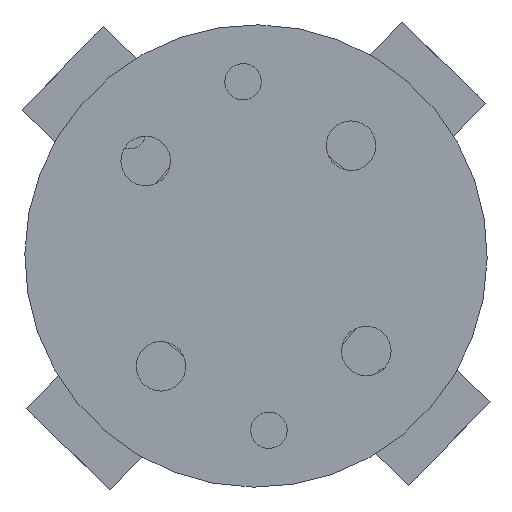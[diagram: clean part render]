
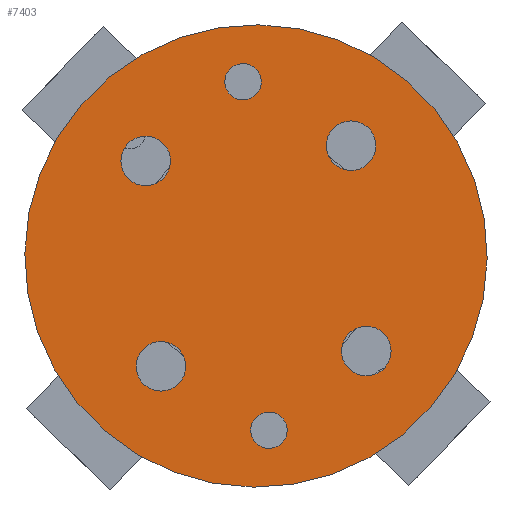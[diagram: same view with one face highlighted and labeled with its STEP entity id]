
A CAD part, front view. The second image highlights one B-rep face of the part: STEP entity #7403.
In plain terms, the highlighted planar face has unit normal (0, -1, 0).
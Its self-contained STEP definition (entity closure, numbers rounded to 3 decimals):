
#22 = AXIS2_PLACEMENT_3D ( 'NONE', #6545, #1624, #6980 ) ;
#79 = VERTEX_POINT ( 'NONE', #6176 ) ;
#87 = DIRECTION ( 'NONE',  ( 0., 0., 1. ) ) ;
#122 = EDGE_LOOP ( 'NONE', ( #3059, #5335 ) ) ;
#137 = AXIS2_PLACEMENT_3D ( 'NONE', #1989, #3866, #5679 ) ;
#144 = ORIENTED_EDGE ( 'NONE', *, *, #1657, .F. ) ;
#178 = CARTESIAN_POINT ( 'NONE',  ( 10., 0., 1.7 ) ) ;
#243 = CARTESIAN_POINT ( 'NONE',  ( 0., 0., -15.875 ) ) ;
#335 = EDGE_CURVE ( 'NONE', #5257, #4457, #711, .T. ) ;
#393 = DIRECTION ( 'NONE',  ( 0., 1., 0. ) ) ;
#505 = FACE_OUTER_BOUND ( 'NONE', #7194, .T. ) ;
#537 = VERTEX_POINT ( 'NONE', #2479 ) ;
#581 = EDGE_CURVE ( 'NONE', #3279, #6162, #945, .T. ) ;
#587 = VERTEX_POINT ( 'NONE', #6083 ) ;
#701 = AXIS2_PLACEMENT_3D ( 'NONE', #6500, #393, #1540 ) ;
#711 = CIRCLE ( 'NONE', #2739, 1.25 ) ;
#820 = AXIS2_PLACEMENT_3D ( 'NONE', #3083, #1297, #4202 ) ;
#945 = CIRCLE ( 'NONE', #5683, 1.7 ) ;
#1028 = CARTESIAN_POINT ( 'NONE',  ( 0., 0., -11.7 ) ) ;
#1036 = CARTESIAN_POINT ( 'NONE',  ( -10., 0., 1.7 ) ) ;
#1133 = DIRECTION ( 'NONE',  ( 0., 0., 1. ) ) ;
#1297 = DIRECTION ( 'NONE',  ( 0., 1., 0. ) ) ;
#1299 = CIRCLE ( 'NONE', #1429, 1.7 ) ;
#1323 = DIRECTION ( 'NONE',  ( 0., 1., 0. ) ) ;
#1391 = EDGE_LOOP ( 'NONE', ( #3809, #7214 ) ) ;
#1429 = AXIS2_PLACEMENT_3D ( 'NONE', #2926, #4914, #4956 ) ;
#1467 = CARTESIAN_POINT ( 'NONE',  ( 0., 0., -10. ) ) ;
#1468 = CIRCLE ( 'NONE', #701, 15.875 ) ;
#1540 = DIRECTION ( 'NONE',  ( 0., 0., 1. ) ) ;
#1543 = CIRCLE ( 'NONE', #22, 1.7 ) ;
#1589 = EDGE_CURVE ( 'NONE', #4399, #7087, #5552, .T. ) ;
#1624 = DIRECTION ( 'NONE',  ( 0., 1., 0. ) ) ;
#1657 = EDGE_CURVE ( 'NONE', #587, #6079, #1468, .T. ) ;
#1769 = CARTESIAN_POINT ( 'NONE',  ( -8.485, 0., 8.485 ) ) ;
#1841 = PLANE ( 'NONE',  #5720 ) ;
#1848 = EDGE_CURVE ( 'NONE', #6079, #587, #5297, .T. ) ;
#1870 = EDGE_CURVE ( 'NONE', #4897, #3664, #5045, .T. ) ;
#1900 = CARTESIAN_POINT ( 'NONE',  ( 0., 0., -10. ) ) ;
#1989 = CARTESIAN_POINT ( 'NONE',  ( 0., 0., 10. ) ) ;
#2037 = CARTESIAN_POINT ( 'NONE',  ( 0., 0., -8.3 ) ) ;
#2051 = CIRCLE ( 'NONE', #4097, 1.25 ) ;
#2285 = EDGE_CURVE ( 'NONE', #5373, #537, #7725, .T. ) ;
#2331 = ORIENTED_EDGE ( 'NONE', *, *, #1848, .F. ) ;
#2364 = FACE_BOUND ( 'NONE', #2540, .T. ) ;
#2413 = ORIENTED_EDGE ( 'NONE', *, *, #2710, .T. ) ;
#2479 = CARTESIAN_POINT ( 'NONE',  ( 8.485, 0., -7.235 ) ) ;
#2540 = EDGE_LOOP ( 'NONE', ( #2413, #3036 ) ) ;
#2607 = AXIS2_PLACEMENT_3D ( 'NONE', #1467, #3779, #6862 ) ;
#2635 = CARTESIAN_POINT ( 'NONE',  ( 0., 0., 10. ) ) ;
#2659 = EDGE_CURVE ( 'NONE', #7087, #4399, #5765, .T. ) ;
#2710 = EDGE_CURVE ( 'NONE', #537, #5373, #7411, .T. ) ;
#2739 = AXIS2_PLACEMENT_3D ( 'NONE', #1769, #7210, #7734 ) ;
#2761 = VERTEX_POINT ( 'NONE', #6188 ) ;
#2858 = AXIS2_PLACEMENT_3D ( 'NONE', #5456, #3039, #7886 ) ;
#2859 = EDGE_CURVE ( 'NONE', #3664, #4897, #1543, .T. ) ;
#2904 = DIRECTION ( 'NONE',  ( 0., 0., 1. ) ) ;
#2926 = CARTESIAN_POINT ( 'NONE',  ( 10., 0., 0. ) ) ;
#3036 = ORIENTED_EDGE ( 'NONE', *, *, #2285, .T. ) ;
#3039 = DIRECTION ( 'NONE',  ( 0., 1., 0. ) ) ;
#3059 = ORIENTED_EDGE ( 'NONE', *, *, #4738, .T. ) ;
#3083 = CARTESIAN_POINT ( 'NONE',  ( 0., 0., 0. ) ) ;
#3279 = VERTEX_POINT ( 'NONE', #6175 ) ;
#3474 = CARTESIAN_POINT ( 'NONE',  ( -8.485, 0., 9.735 ) ) ;
#3540 = EDGE_LOOP ( 'NONE', ( #6366, #6288 ) ) ;
#3577 = ORIENTED_EDGE ( 'NONE', *, *, #1589, .T. ) ;
#3664 = VERTEX_POINT ( 'NONE', #1036 ) ;
#3678 = FACE_BOUND ( 'NONE', #4528, .T. ) ;
#3779 = DIRECTION ( 'NONE',  ( 0., 1., 0. ) ) ;
#3809 = ORIENTED_EDGE ( 'NONE', *, *, #2859, .T. ) ;
#3860 = DIRECTION ( 'NONE',  ( 0., 1., 0. ) ) ;
#3866 = DIRECTION ( 'NONE',  ( 0., 1., 0. ) ) ;
#3963 = AXIS2_PLACEMENT_3D ( 'NONE', #5672, #3860, #7427 ) ;
#4034 = ORIENTED_EDGE ( 'NONE', *, *, #335, .T. ) ;
#4094 = CARTESIAN_POINT ( 'NONE',  ( -8.485, 0., 7.235 ) ) ;
#4097 = AXIS2_PLACEMENT_3D ( 'NONE', #5870, #4139, #2904 ) ;
#4139 = DIRECTION ( 'NONE',  ( 0., 1., 0. ) ) ;
#4194 = FACE_BOUND ( 'NONE', #6917, .T. ) ;
#4202 = DIRECTION ( 'NONE',  ( 0., 0., 1. ) ) ;
#4276 = CARTESIAN_POINT ( 'NONE',  ( 10., 0., 0. ) ) ;
#4399 = VERTEX_POINT ( 'NONE', #2037 ) ;
#4457 = VERTEX_POINT ( 'NONE', #3474 ) ;
#4528 = EDGE_LOOP ( 'NONE', ( #6490, #4034 ) ) ;
#4618 = AXIS2_PLACEMENT_3D ( 'NONE', #2635, #6397, #7675 ) ;
#4738 = EDGE_CURVE ( 'NONE', #79, #2761, #5112, .T. ) ;
#4742 = CARTESIAN_POINT ( 'NONE',  ( -10., 0., -1.7 ) ) ;
#4839 = FACE_BOUND ( 'NONE', #1391, .T. ) ;
#4897 = VERTEX_POINT ( 'NONE', #4742 ) ;
#4914 = DIRECTION ( 'NONE',  ( 0., 1., 0. ) ) ;
#4956 = DIRECTION ( 'NONE',  ( 0., 0., 1. ) ) ;
#5045 = CIRCLE ( 'NONE', #2858, 1.7 ) ;
#5112 = CIRCLE ( 'NONE', #137, 1.7 ) ;
#5257 = VERTEX_POINT ( 'NONE', #4094 ) ;
#5297 = CIRCLE ( 'NONE', #820, 15.875 ) ;
#5335 = ORIENTED_EDGE ( 'NONE', *, *, #6408, .T. ) ;
#5373 = VERTEX_POINT ( 'NONE', #7885 ) ;
#5456 = CARTESIAN_POINT ( 'NONE',  ( -10., 0., 0. ) ) ;
#5484 = FACE_BOUND ( 'NONE', #3540, .T. ) ;
#5552 = CIRCLE ( 'NONE', #2607, 1.7 ) ;
#5614 = DIRECTION ( 'NONE',  ( 0., 0., 1. ) ) ;
#5672 = CARTESIAN_POINT ( 'NONE',  ( 8.485, 0., -8.485 ) ) ;
#5679 = DIRECTION ( 'NONE',  ( 0., 0., 1. ) ) ;
#5683 = AXIS2_PLACEMENT_3D ( 'NONE', #4276, #6681, #5614 ) ;
#5720 = AXIS2_PLACEMENT_3D ( 'NONE', #6606, #6643, #1133 ) ;
#5765 = CIRCLE ( 'NONE', #6390, 1.7 ) ;
#5788 = EDGE_CURVE ( 'NONE', #6162, #3279, #1299, .T. ) ;
#5870 = CARTESIAN_POINT ( 'NONE',  ( -8.485, 0., 8.485 ) ) ;
#5990 = DIRECTION ( 'NONE',  ( 0., 0., 1. ) ) ;
#6079 = VERTEX_POINT ( 'NONE', #243 ) ;
#6083 = CARTESIAN_POINT ( 'NONE',  ( 0., 0., 15.875 ) ) ;
#6162 = VERTEX_POINT ( 'NONE', #178 ) ;
#6176 = CARTESIAN_POINT ( 'NONE',  ( 0., 0., 11.7 ) ) ;
#6175 = CARTESIAN_POINT ( 'NONE',  ( 10., 0., -1.7 ) ) ;
#6188 = CARTESIAN_POINT ( 'NONE',  ( 0., 0., 8.3 ) ) ;
#6199 = CARTESIAN_POINT ( 'NONE',  ( 8.485, 0., -8.485 ) ) ;
#6288 = ORIENTED_EDGE ( 'NONE', *, *, #581, .T. ) ;
#6366 = ORIENTED_EDGE ( 'NONE', *, *, #5788, .T. ) ;
#6390 = AXIS2_PLACEMENT_3D ( 'NONE', #1900, #6704, #5990 ) ;
#6397 = DIRECTION ( 'NONE',  ( 0., 1., 0. ) ) ;
#6408 = EDGE_CURVE ( 'NONE', #2761, #79, #7051, .T. ) ;
#6490 = ORIENTED_EDGE ( 'NONE', *, *, #6971, .T. ) ;
#6500 = CARTESIAN_POINT ( 'NONE',  ( 0., 0., 0. ) ) ;
#6539 = ORIENTED_EDGE ( 'NONE', *, *, #2659, .T. ) ;
#6545 = CARTESIAN_POINT ( 'NONE',  ( -10., 0., 0. ) ) ;
#6606 = CARTESIAN_POINT ( 'NONE',  ( 0., 0., 0. ) ) ;
#6643 = DIRECTION ( 'NONE',  ( 0., 1., 0. ) ) ;
#6681 = DIRECTION ( 'NONE',  ( 0., 1., 0. ) ) ;
#6704 = DIRECTION ( 'NONE',  ( 0., 1., 0. ) ) ;
#6862 = DIRECTION ( 'NONE',  ( 0., 0., 1. ) ) ;
#6917 = EDGE_LOOP ( 'NONE', ( #3577, #6539 ) ) ;
#6952 = AXIS2_PLACEMENT_3D ( 'NONE', #6199, #1323, #87 ) ;
#6971 = EDGE_CURVE ( 'NONE', #4457, #5257, #2051, .T. ) ;
#6980 = DIRECTION ( 'NONE',  ( 0., 0., 1. ) ) ;
#7051 = CIRCLE ( 'NONE', #4618, 1.7 ) ;
#7087 = VERTEX_POINT ( 'NONE', #1028 ) ;
#7194 = EDGE_LOOP ( 'NONE', ( #2331, #144 ) ) ;
#7210 = DIRECTION ( 'NONE',  ( 0., 1., 0. ) ) ;
#7214 = ORIENTED_EDGE ( 'NONE', *, *, #1870, .T. ) ;
#7248 = FACE_BOUND ( 'NONE', #122, .T. ) ;
#7403 = ADVANCED_FACE ( 'NONE', ( #2364, #3678, #4194, #4839, #7248, #5484, #505 ), #1841, .F. ) ;
#7411 = CIRCLE ( 'NONE', #3963, 1.25 ) ;
#7427 = DIRECTION ( 'NONE',  ( 0., 0., 1. ) ) ;
#7675 = DIRECTION ( 'NONE',  ( 0., 0., 1. ) ) ;
#7725 = CIRCLE ( 'NONE', #6952, 1.25 ) ;
#7734 = DIRECTION ( 'NONE',  ( 0., 0., 1. ) ) ;
#7885 = CARTESIAN_POINT ( 'NONE',  ( 8.485, 0., -9.735 ) ) ;
#7886 = DIRECTION ( 'NONE',  ( 0., 0., 1. ) ) ;
